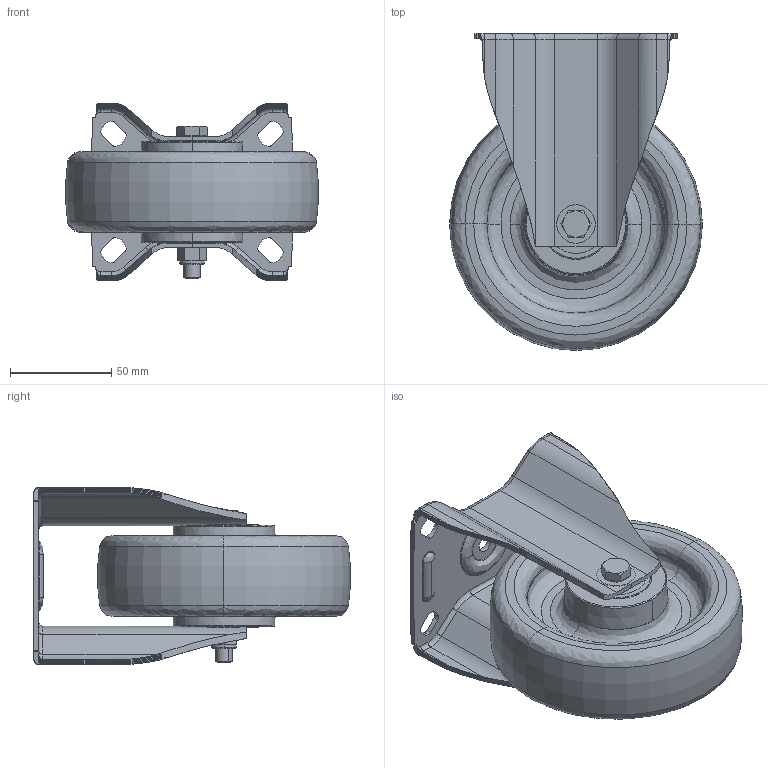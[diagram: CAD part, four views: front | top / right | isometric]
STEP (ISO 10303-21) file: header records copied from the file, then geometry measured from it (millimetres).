
FILE_DESCRIPTION (( 'STEP AP214' ), '1' );
FILE_NAME ('0029896_B-MV-EPUK-125-K_(A-01).step', '2019-10-08T08:26:25', ( '' ), ( '' ), 'SwSTEP 2.0', 'SolidWorks 2018', '' );
FILE_SCHEMA (( 'AUTOMOTIVE_DESIGN' ));
Length unit declared in the file: millimetre
Products named in the file (1): 0029896_B-MV-EPUK-125-K_(A-01)
Bounding box: 124.77 x 156.38 x 87.8 mm (x, y, z)
Volume: 419679.6 mm3; surface area: 165495.7 mm2
Topology: 18 solids, 18 shells, 1441 faces, 3989 edges, 2596 vertices
Faces by surface type: plane 930, cylinder 199, bspline 198, cone 72, torus 42
Entity records: 67067 total; most frequent: CARTESIAN_POINT 18293, ORIENTED_EDGE 7978, DIRECTION 5661, EDGE_CURVE 3989, VERTEX_POINT 2596, AXIS2_PLACEMENT_3D 1980, VECTOR 1701, LINE 1701
